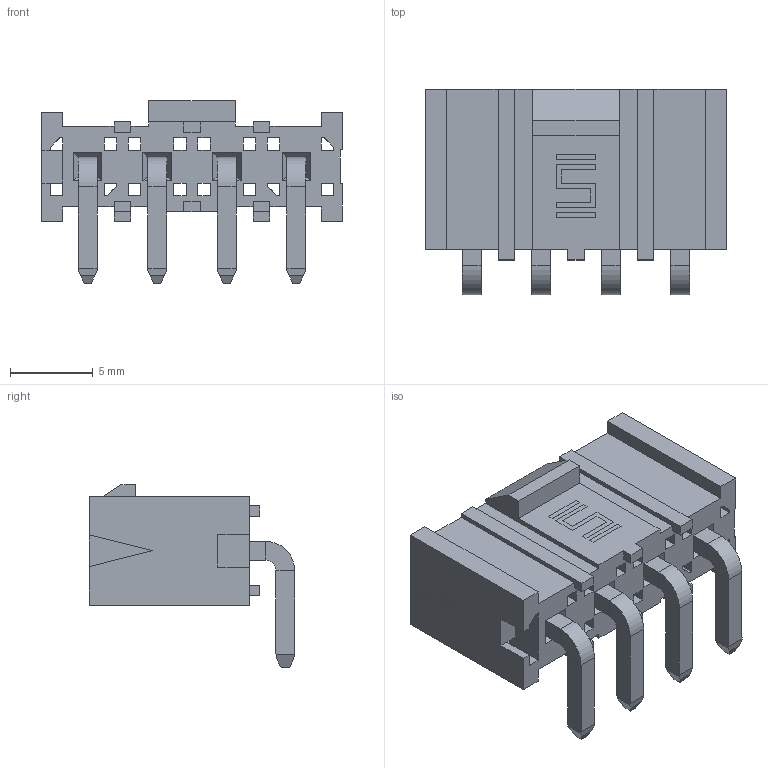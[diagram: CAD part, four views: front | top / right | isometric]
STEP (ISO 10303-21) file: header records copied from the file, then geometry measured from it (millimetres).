
FILE_DESCRIPTION (( 'STEP AP203' ), '1' );
FILE_NAME ('IPBT-104-H1-X-S-RA.step', '2006-04-20T14:18:10', ( 'Kevin Bratcher' ), ( 'Samtec, Inc.' ), 'SwSTEP 2.0', 'SolidWorks 2006089', '' );
FILE_SCHEMA (( 'CONFIG_CONTROL_DESIGN' ));
Length unit declared in the file: inch
Products named in the file (3): IPBT-XX-S-XX_C3D; IPBT-104-H1-X-S-RA; T-1S55-X_-01 RA (IPBT-RA  1st row pin)
Assembly tree (5 placements, depth 2):
  IPBT-104-H1-X-S-RA
    T-1S55-X_-01 RA (IPBT-RA  1st row pin)  x4
    IPBT-XX-S-XX_C3D
Bounding box: 18.1 x 12.38 x 11 mm (x, y, z)
Volume: 600.9 mm3; surface area: 1645 mm2
Topology: 5 solids, 5 shells, 372 faces, 983 edges, 610 vertices
Faces by surface type: plane 364, cylinder 8
Entity records: 9350 total; most frequent: CARTESIAN_POINT 1583, ORIENTED_EDGE 1582, DIRECTION 1399, EDGE_CURVE 791, VECTOR 787, LINE 787, VERTEX_POINT 490, EDGE_LOOP 323
